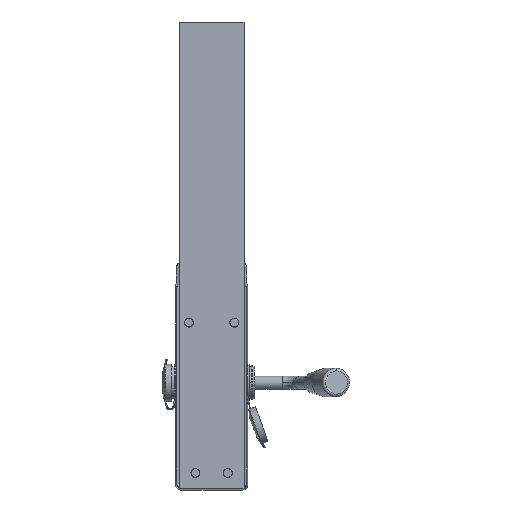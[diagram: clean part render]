
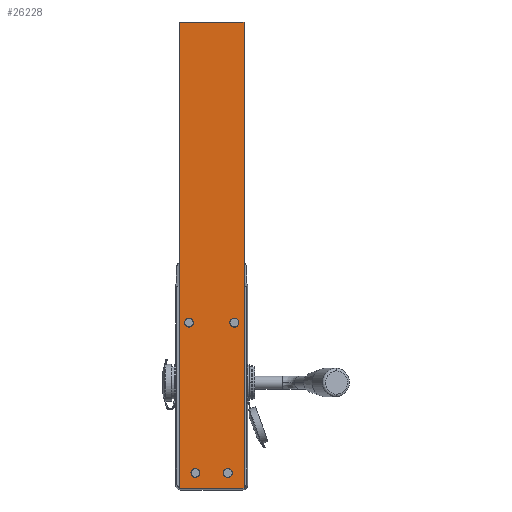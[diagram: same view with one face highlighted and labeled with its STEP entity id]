
A CAD part, top view. The second image highlights one B-rep face of the part: STEP entity #26228.
In plain terms, the highlighted planar face has unit normal (0, 0, 1).
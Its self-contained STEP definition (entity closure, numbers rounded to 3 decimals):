
#300 = DIRECTION ( 'NONE',  ( 0., 0., -1. ) ) ;
#308 = VERTEX_POINT ( 'NONE', #2971 ) ;
#346 = DIRECTION ( 'NONE',  ( 0., 1., 0. ) ) ;
#750 = VECTOR ( 'NONE', #30987, 1000. ) ;
#864 = FACE_BOUND ( 'NONE', #19968, .T. ) ;
#1448 = DIRECTION ( 'NONE',  ( 0., 0., -1. ) ) ;
#1843 = LINE ( 'NONE', #12509, #10596 ) ;
#2426 = DIRECTION ( 'NONE',  ( 0., 0., -1. ) ) ;
#2668 = EDGE_CURVE ( 'NONE', #308, #5671, #1843, .T. ) ;
#2692 = CARTESIAN_POINT ( 'NONE',  ( -15.956, -84.913, 30.675 ) ) ;
#2971 = CARTESIAN_POINT ( 'NONE',  ( 25., 263.097, 30.675 ) ) ;
#3499 = AXIS2_PLACEMENT_3D ( 'NONE', #12152, #33068, #28216 ) ;
#4391 = CARTESIAN_POINT ( 'NONE',  ( -25., 263.097, 30.675 ) ) ;
#4652 = EDGE_CURVE ( 'NONE', #6876, #17182, #6915, .T. ) ;
#4893 = DIRECTION ( 'NONE',  ( 0., -1., 0. ) ) ;
#5074 = FACE_BOUND ( 'NONE', #12918, .T. ) ;
#5671 = VERTEX_POINT ( 'NONE', #4391 ) ;
#5711 = LINE ( 'NONE', #20874, #13020 ) ;
#5744 = CARTESIAN_POINT ( 'NONE',  ( 25., 83.097, 30.675 ) ) ;
#5772 = CARTESIAN_POINT ( 'NONE',  ( -9.044, -84.913, 30.675 ) ) ;
#6077 = CARTESIAN_POINT ( 'NONE',  ( -17.5, 31.088, 30.675 ) ) ;
#6391 = AXIS2_PLACEMENT_3D ( 'NONE', #31101, #9687, #25689 ) ;
#6449 = CARTESIAN_POINT ( 'NONE',  ( -25., -96.903, 30.675 ) ) ;
#6679 = CARTESIAN_POINT ( 'NONE',  ( -14.044, 31.088, 30.675 ) ) ;
#6876 = VERTEX_POINT ( 'NONE', #9670 ) ;
#6915 = CIRCLE ( 'NONE', #26271, 3.456 ) ;
#7116 = EDGE_CURVE ( 'NONE', #13056, #14417, #23226, .T. ) ;
#7378 = CIRCLE ( 'NONE', #12618, 3.456 ) ;
#7829 = PLANE ( 'NONE',  #27265 ) ;
#7890 = VERTEX_POINT ( 'NONE', #32687 ) ;
#8294 = CARTESIAN_POINT ( 'NONE',  ( 9.044, -84.913, 30.675 ) ) ;
#8745 = DIRECTION ( 'NONE',  ( -1., 0., 0. ) ) ;
#8802 = FACE_BOUND ( 'NONE', #33439, .T. ) ;
#9477 = ORIENTED_EDGE ( 'NONE', *, *, #32398, .T. ) ;
#9670 = CARTESIAN_POINT ( 'NONE',  ( 14.044, 31.088, 30.675 ) ) ;
#9687 = DIRECTION ( 'NONE',  ( 0., 0., -1. ) ) ;
#9973 = VECTOR ( 'NONE', #346, 1000. ) ;
#10490 = EDGE_CURVE ( 'NONE', #17182, #6876, #20284, .T. ) ;
#10596 = VECTOR ( 'NONE', #29104, 1000. ) ;
#10698 = DIRECTION ( 'NONE',  ( 0., 0., -1. ) ) ;
#10973 = ORIENTED_EDGE ( 'NONE', *, *, #11083, .T. ) ;
#11017 = AXIS2_PLACEMENT_3D ( 'NONE', #26851, #1448, #29251 ) ;
#11049 = ORIENTED_EDGE ( 'NONE', *, *, #20268, .T. ) ;
#11083 = EDGE_CURVE ( 'NONE', #23354, #29679, #31626, .T. ) ;
#11317 = CARTESIAN_POINT ( 'NONE',  ( 15.956, -84.913, 30.675 ) ) ;
#12152 = CARTESIAN_POINT ( 'NONE',  ( 17.5, 31.088, 30.675 ) ) ;
#12237 = EDGE_CURVE ( 'NONE', #29679, #23354, #23533, .T. ) ;
#12509 = CARTESIAN_POINT ( 'NONE',  ( 0., 263.097, 30.675 ) ) ;
#12607 = AXIS2_PLACEMENT_3D ( 'NONE', #26725, #10698, #29438 ) ;
#12618 = AXIS2_PLACEMENT_3D ( 'NONE', #18426, #2426, #21104 ) ;
#12918 = EDGE_LOOP ( 'NONE', ( #15037, #32468 ) ) ;
#13020 = VECTOR ( 'NONE', #4893, 1000. ) ;
#13056 = VERTEX_POINT ( 'NONE', #8294 ) ;
#13208 = ORIENTED_EDGE ( 'NONE', *, *, #2668, .T. ) ;
#13298 = ORIENTED_EDGE ( 'NONE', *, *, #24925, .T. ) ;
#13715 = AXIS2_PLACEMENT_3D ( 'NONE', #6077, #24735, #8745 ) ;
#14101 = LINE ( 'NONE', #22773, #750 ) ;
#14417 = VERTEX_POINT ( 'NONE', #11317 ) ;
#14888 = VERTEX_POINT ( 'NONE', #6679 ) ;
#15037 = ORIENTED_EDGE ( 'NONE', *, *, #7116, .T. ) ;
#15207 = CIRCLE ( 'NONE', #13715, 3.456 ) ;
#15451 = ORIENTED_EDGE ( 'NONE', *, *, #24793, .T. ) ;
#15807 = AXIS2_PLACEMENT_3D ( 'NONE', #25838, #300, #17055 ) ;
#15894 = DIRECTION ( 'NONE',  ( -1., 0., 0. ) ) ;
#17055 = DIRECTION ( 'NONE',  ( -1., 0., 0. ) ) ;
#17182 = VERTEX_POINT ( 'NONE', #27446 ) ;
#18007 = FACE_BOUND ( 'NONE', #22753, .T. ) ;
#18426 = CARTESIAN_POINT ( 'NONE',  ( -17.5, 31.088, 30.675 ) ) ;
#18519 = EDGE_CURVE ( 'NONE', #30540, #29950, #14101, .T. ) ;
#18751 = EDGE_CURVE ( 'NONE', #14417, #13056, #27080, .T. ) ;
#19968 = EDGE_LOOP ( 'NONE', ( #10973, #26136 ) ) ;
#20268 = EDGE_CURVE ( 'NONE', #29950, #308, #27610, .T. ) ;
#20284 = CIRCLE ( 'NONE', #3499, 3.456 ) ;
#20874 = CARTESIAN_POINT ( 'NONE',  ( -25., 83.097, 30.675 ) ) ;
#21104 = DIRECTION ( 'NONE',  ( -1., 0., 0. ) ) ;
#21152 = CARTESIAN_POINT ( 'NONE',  ( 0., 83.097, 30.675 ) ) ;
#22455 = CARTESIAN_POINT ( 'NONE',  ( 25., -96.903, 30.675 ) ) ;
#22753 = EDGE_LOOP ( 'NONE', ( #23486, #33518 ) ) ;
#22773 = CARTESIAN_POINT ( 'NONE',  ( 0., -96.903, 30.675 ) ) ;
#23226 = CIRCLE ( 'NONE', #11017, 3.456 ) ;
#23354 = VERTEX_POINT ( 'NONE', #2692 ) ;
#23486 = ORIENTED_EDGE ( 'NONE', *, *, #4652, .T. ) ;
#23533 = CIRCLE ( 'NONE', #15807, 3.456 ) ;
#24735 = DIRECTION ( 'NONE',  ( 0., 0., -1. ) ) ;
#24793 = EDGE_CURVE ( 'NONE', #5671, #30540, #5711, .T. ) ;
#24925 = EDGE_CURVE ( 'NONE', #7890, #14888, #7378, .T. ) ;
#25427 = DIRECTION ( 'NONE',  ( -1., 0., 0. ) ) ;
#25551 = DIRECTION ( 'NONE',  ( 0., 0., -1. ) ) ;
#25591 = CARTESIAN_POINT ( 'NONE',  ( 17.5, 31.088, 30.675 ) ) ;
#25689 = DIRECTION ( 'NONE',  ( -1., 0., 0. ) ) ;
#25838 = CARTESIAN_POINT ( 'NONE',  ( -12.5, -84.913, 30.675 ) ) ;
#26136 = ORIENTED_EDGE ( 'NONE', *, *, #12237, .T. ) ;
#26228 = ADVANCED_FACE ( 'NONE', ( #18007, #8802, #5074, #864, #30122 ), #7829, .T. ) ;
#26271 = AXIS2_PLACEMENT_3D ( 'NONE', #25591, #25551, #25427 ) ;
#26725 = CARTESIAN_POINT ( 'NONE',  ( 12.5, -84.913, 30.675 ) ) ;
#26851 = CARTESIAN_POINT ( 'NONE',  ( 12.5, -84.913, 30.675 ) ) ;
#27080 = CIRCLE ( 'NONE', #12607, 3.456 ) ;
#27265 = AXIS2_PLACEMENT_3D ( 'NONE', #21152, #31942, #15894 ) ;
#27446 = CARTESIAN_POINT ( 'NONE',  ( 20.956, 31.088, 30.675 ) ) ;
#27610 = LINE ( 'NONE', #5744, #9973 ) ;
#28216 = DIRECTION ( 'NONE',  ( -1., 0., 0. ) ) ;
#28734 = ORIENTED_EDGE ( 'NONE', *, *, #18519, .T. ) ;
#29104 = DIRECTION ( 'NONE',  ( -1., 0., 0. ) ) ;
#29251 = DIRECTION ( 'NONE',  ( -1., 0., 0. ) ) ;
#29438 = DIRECTION ( 'NONE',  ( -1., 0., 0. ) ) ;
#29679 = VERTEX_POINT ( 'NONE', #5772 ) ;
#29950 = VERTEX_POINT ( 'NONE', #22455 ) ;
#30122 = FACE_OUTER_BOUND ( 'NONE', #34381, .T. ) ;
#30540 = VERTEX_POINT ( 'NONE', #6449 ) ;
#30987 = DIRECTION ( 'NONE',  ( 1., 0., 0. ) ) ;
#31101 = CARTESIAN_POINT ( 'NONE',  ( -12.5, -84.913, 30.675 ) ) ;
#31626 = CIRCLE ( 'NONE', #6391, 3.456 ) ;
#31942 = DIRECTION ( 'NONE',  ( 0., 0., 1. ) ) ;
#32398 = EDGE_CURVE ( 'NONE', #14888, #7890, #15207, .T. ) ;
#32468 = ORIENTED_EDGE ( 'NONE', *, *, #18751, .T. ) ;
#32687 = CARTESIAN_POINT ( 'NONE',  ( -20.956, 31.088, 30.675 ) ) ;
#33068 = DIRECTION ( 'NONE',  ( 0., 0., -1. ) ) ;
#33439 = EDGE_LOOP ( 'NONE', ( #13298, #9477 ) ) ;
#33518 = ORIENTED_EDGE ( 'NONE', *, *, #10490, .T. ) ;
#34381 = EDGE_LOOP ( 'NONE', ( #15451, #28734, #11049, #13208 ) ) ;
